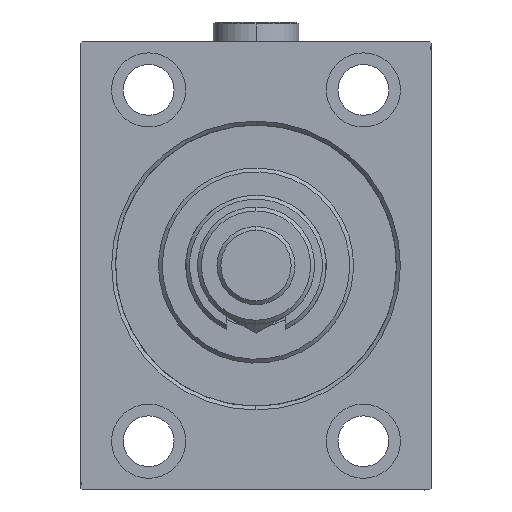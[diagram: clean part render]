
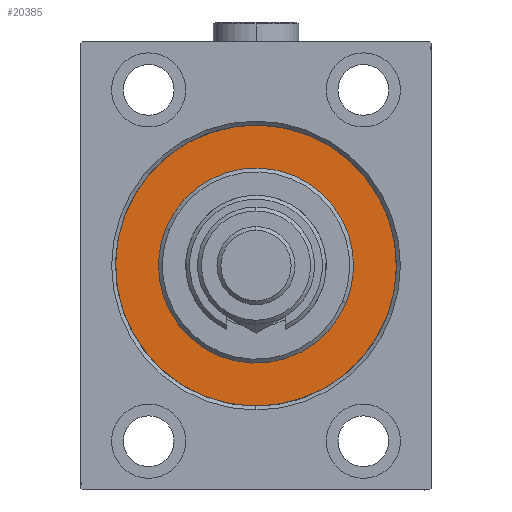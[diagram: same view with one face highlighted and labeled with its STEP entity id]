
A CAD part, left-side view. The second image highlights one B-rep face of the part: STEP entity #20385.
In plain terms, the highlighted face is planar.
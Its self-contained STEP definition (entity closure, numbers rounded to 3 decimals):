
#294 = CIRCLE ( 'NONE', #5734, 25. ) ;
#1045 = DIRECTION ( 'NONE',  ( -1., 0., 0. ) ) ;
#2130 = AXIS2_PLACEMENT_3D ( 'NONE', #32731, #21294, #13996 ) ;
#5302 = ORIENTED_EDGE ( 'NONE', *, *, #9023, .F. ) ;
#5374 = EDGE_LOOP ( 'NONE', ( #47177, #25432 ) ) ;
#5734 = AXIS2_PLACEMENT_3D ( 'NONE', #10038, #13707, #46588 ) ;
#6954 = VERTEX_POINT ( 'NONE', #44017 ) ;
#7335 = PLANE ( 'NONE',  #39347 ) ;
#8348 = CARTESIAN_POINT ( 'NONE',  ( 0., 0., 25. ) ) ;
#9023 = EDGE_CURVE ( 'NONE', #6954, #46399, #36873, .T. ) ;
#9895 = CIRCLE ( 'NONE', #2130, 25. ) ;
#10038 = CARTESIAN_POINT ( 'NONE',  ( 0., 0., 0. ) ) ;
#10755 = DIRECTION ( 'NONE',  ( 0., 0., 1. ) ) ;
#13707 = DIRECTION ( 'NONE',  ( 1., 0., 0. ) ) ;
#13996 = DIRECTION ( 'NONE',  ( 0., 0., -1. ) ) ;
#14696 = EDGE_CURVE ( 'NONE', #45609, #39252, #294, .T. ) ;
#16170 = CARTESIAN_POINT ( 'NONE',  ( 0., 0., -25. ) ) ;
#20385 = ADVANCED_FACE ( 'NONE', ( #32670, #37050 ), #7335, .F. ) ;
#21294 = DIRECTION ( 'NONE',  ( 1., 0., 0. ) ) ;
#22635 = AXIS2_PLACEMENT_3D ( 'NONE', #42186, #1045, #38521 ) ;
#25432 = ORIENTED_EDGE ( 'NONE', *, *, #27228, .F. ) ;
#25725 = CIRCLE ( 'NONE', #22635, 36. ) ;
#27228 = EDGE_CURVE ( 'NONE', #39252, #45609, #9895, .T. ) ;
#30445 = ORIENTED_EDGE ( 'NONE', *, *, #36312, .F. ) ;
#32670 = FACE_BOUND ( 'NONE', #5374, .T. ) ;
#32731 = CARTESIAN_POINT ( 'NONE',  ( 0., 0., 0. ) ) ;
#36232 = DIRECTION ( 'NONE',  ( 0., 0., 1. ) ) ;
#36312 = EDGE_CURVE ( 'NONE', #46399, #6954, #25725, .T. ) ;
#36862 = CARTESIAN_POINT ( 'NONE',  ( 0., 0., -36. ) ) ;
#36873 = CIRCLE ( 'NONE', #39960, 36. ) ;
#37050 = FACE_OUTER_BOUND ( 'NONE', #47899, .T. ) ;
#38521 = DIRECTION ( 'NONE',  ( 0., 0., 1. ) ) ;
#39252 = VERTEX_POINT ( 'NONE', #16170 ) ;
#39347 = AXIS2_PLACEMENT_3D ( 'NONE', #47777, #44120, #10755 ) ;
#39960 = AXIS2_PLACEMENT_3D ( 'NONE', #47192, #43536, #36232 ) ;
#42186 = CARTESIAN_POINT ( 'NONE',  ( 0., 0., 0. ) ) ;
#43536 = DIRECTION ( 'NONE',  ( -1., 0., 0. ) ) ;
#44017 = CARTESIAN_POINT ( 'NONE',  ( 0., 0., 36. ) ) ;
#44120 = DIRECTION ( 'NONE',  ( -1., 0., 0. ) ) ;
#45609 = VERTEX_POINT ( 'NONE', #8348 ) ;
#46399 = VERTEX_POINT ( 'NONE', #36862 ) ;
#46588 = DIRECTION ( 'NONE',  ( 0., 0., -1. ) ) ;
#47177 = ORIENTED_EDGE ( 'NONE', *, *, #14696, .F. ) ;
#47192 = CARTESIAN_POINT ( 'NONE',  ( 0., 0., 0. ) ) ;
#47777 = CARTESIAN_POINT ( 'NONE',  ( 0., 0., 0. ) ) ;
#47899 = EDGE_LOOP ( 'NONE', ( #30445, #5302 ) ) ;
